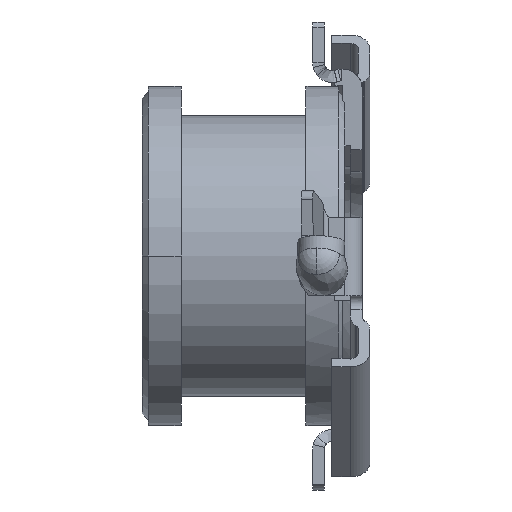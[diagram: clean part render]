
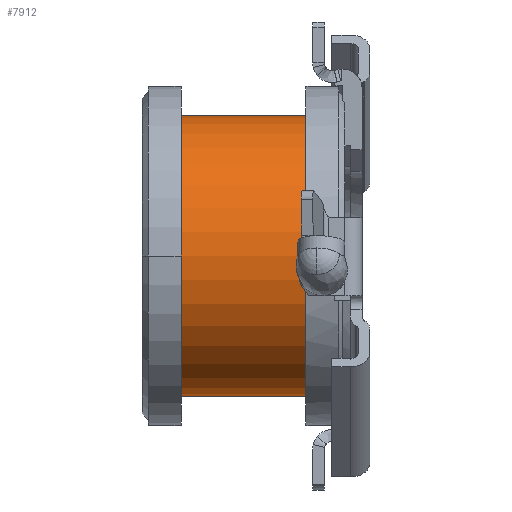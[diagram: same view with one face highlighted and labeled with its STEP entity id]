
A CAD part, left-side view. The second image highlights one B-rep face of the part: STEP entity #7912.
In plain terms, the highlighted cylindrical face has radius 1.8 mm (diameter 3.6 mm), a partial arc.
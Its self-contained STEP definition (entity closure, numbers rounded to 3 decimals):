
#2825=CARTESIAN_POINT('',(0.,0.087,0.));
#2826=DIRECTION('',(0.,1.,0.));
#2827=DIRECTION('',(0.,0.,-1.));
#2828=AXIS2_PLACEMENT_3D('',#2825,#2826,#2827);
#2835=DIRECTION('',(0.,-1.,0.));
#2836=VECTOR('',#2835,1.6);
#2837=CARTESIAN_POINT('',(0.,1.687,1.8));
#2838=LINE('',#2837,#2836);
#2839=DIRECTION('',(0.,-1.,0.));
#2840=VECTOR('',#2839,1.6);
#2841=CARTESIAN_POINT('',(0.,1.687,-1.8));
#2842=LINE('',#2841,#2840);
#2853=CARTESIAN_POINT('',(0.,1.687,0.));
#2854=DIRECTION('',(0.,-1.,0.));
#2855=DIRECTION('',(0.,0.,1.));
#2856=AXIS2_PLACEMENT_3D('',#2853,#2854,#2855);
#4028=CARTESIAN_POINT('',(0.,0.087,-1.8));
#4029=CARTESIAN_POINT('',(0.,0.087,1.8));
#4030=VERTEX_POINT('',#4028);
#4031=VERTEX_POINT('',#4029);
#4032=CARTESIAN_POINT('',(0.,1.687,-1.8));
#4033=VERTEX_POINT('',#4032);
#4034=CARTESIAN_POINT('',(0.,1.687,1.8));
#4035=VERTEX_POINT('',#4034);
#7898=CARTESIAN_POINT('',(0.,0.087,0.));
#7899=DIRECTION('',(0.,1.,0.));
#7900=DIRECTION('',(0.,0.,-1.));
#7901=AXIS2_PLACEMENT_3D('',#7898,#7899,#7900);
#7902=CYLINDRICAL_SURFACE('',#7901,1.8);
#7903=ORIENTED_EDGE('',*,*,#7884,.F.);
#7905=ORIENTED_EDGE('',*,*,#7904,.F.);
#7907=ORIENTED_EDGE('',*,*,#7906,.F.);
#7909=ORIENTED_EDGE('',*,*,#7908,.T.);
#7910=EDGE_LOOP('',(#7903,#7905,#7907,#7909));
#7911=FACE_OUTER_BOUND('',#7910,.F.);
#2829=CIRCLE('',#2828,1.8);
#2857=CIRCLE('',#2856,1.8);
#7884=EDGE_CURVE('',#4030,#4031,#2829,.T.);
#7904=EDGE_CURVE('',#4033,#4030,#2842,.T.);
#7906=EDGE_CURVE('',#4035,#4033,#2857,.T.);
#7908=EDGE_CURVE('',#4035,#4031,#2838,.T.);
#7912=ADVANCED_FACE('',(#7911),#7902,.T.);
